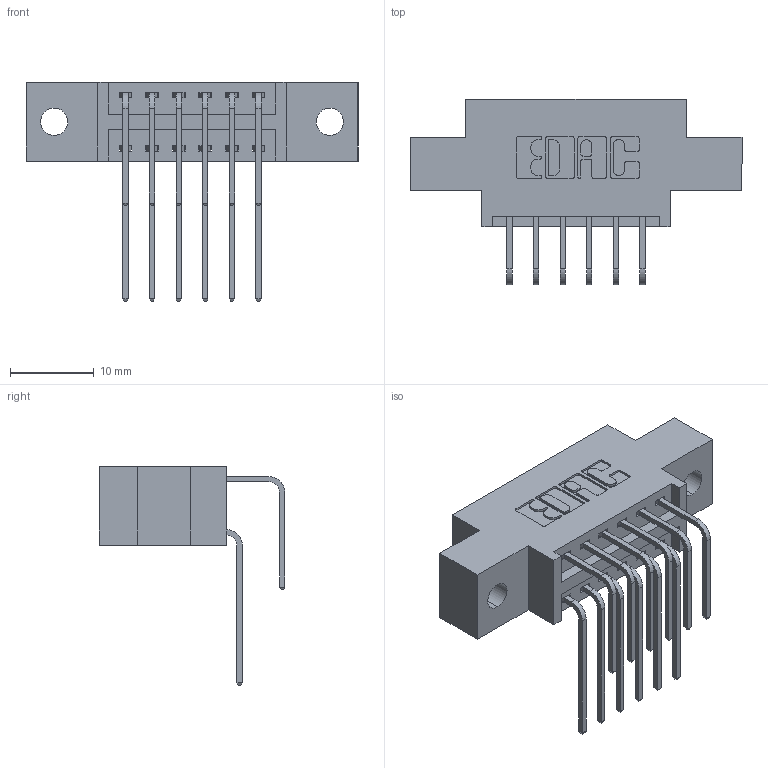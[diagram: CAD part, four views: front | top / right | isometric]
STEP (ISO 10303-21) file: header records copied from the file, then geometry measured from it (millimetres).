
FILE_DESCRIPTION (( 'STEP AP203' ), '1' );
FILE_NAME ('396-012-558-802.STEP', '2018-08-31T07:14:22', ( '' ), ( '' ), 'SwSTEP 2.0', 'SolidWorks 2016', '' );
FILE_SCHEMA (( 'CONFIG_CONTROL_DESIGN' ));
Length unit declared in the file: inch
Products named in the file (4): 396-012-558-802; 346 Part_0.170 Offset - 0.128 Dia; 345-292-001_558 559 Tail - 1; 345-292-001_558 Tail - 2
Assembly tree (13 placements, depth 2):
  396-012-558-802
    346 Part_0.170 Offset - 0.128 Dia
    345-292-001_558 559 Tail - 1  x6
    345-292-001_558 Tail - 2  x6
Bounding box: 39.62 x 22.16 x 26.16 mm (x, y, z)
Volume: 3462.2 mm3; surface area: 4435.6 mm2
Topology: 13 solids, 13 shells, 774 faces, 2273 edges, 1498 vertices
Faces by surface type: plane 524, cylinder 250
Entity records: 10681 total; most frequent: CARTESIAN_POINT 1863, ORIENTED_EDGE 1746, DIRECTION 1665, EDGE_CURVE 873, LINE 677, VECTOR 677, VERTEX_POINT 578, AXIS2_PLACEMENT_3D 494
